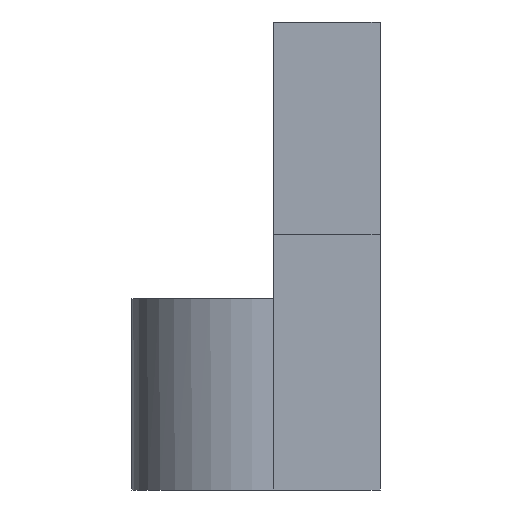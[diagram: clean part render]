
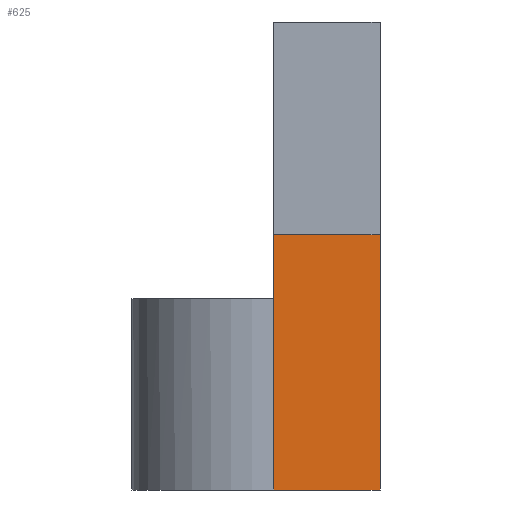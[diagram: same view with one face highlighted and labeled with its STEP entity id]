
A CAD part, left-side view. The second image highlights one B-rep face of the part: STEP entity #625.
In plain terms, the highlighted planar face has unit normal (-1, 0, 0).
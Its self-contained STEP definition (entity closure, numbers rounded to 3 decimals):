
#27=PLANE('',#677);
#57=FACE_OUTER_BOUND('',#93,.T.);
#93=EDGE_LOOP('',(#465,#466,#467,#468));
#133=LINE('',#905,#207);
#137=LINE('',#913,#211);
#148=LINE('',#935,#222);
#149=LINE('',#936,#223);
#207=VECTOR('',#735,10.);
#211=VECTOR('',#741,10.);
#222=VECTOR('',#754,10.);
#223=VECTOR('',#755,10.);
#297=VERTEX_POINT('',#903);
#298=VERTEX_POINT('',#904);
#301=VERTEX_POINT('',#912);
#311=VERTEX_POINT('',#934);
#357=EDGE_CURVE('',#297,#298,#133,.T.);
#361=EDGE_CURVE('',#301,#297,#137,.T.);
#372=EDGE_CURVE('',#311,#298,#148,.T.);
#373=EDGE_CURVE('',#301,#311,#149,.T.);
#465=ORIENTED_EDGE('',*,*,#357,.T.);
#466=ORIENTED_EDGE('',*,*,#372,.F.);
#467=ORIENTED_EDGE('',*,*,#373,.F.);
#468=ORIENTED_EDGE('',*,*,#361,.T.);
#625=ADVANCED_FACE('',(#57),#27,.F.);
#677=AXIS2_PLACEMENT_3D('',#933,#752,#753);
#735=DIRECTION('',(0.,1.,0.));
#741=DIRECTION('',(0.,0.,1.));
#752=DIRECTION('center_axis',(1.,0.,0.));
#753=DIRECTION('ref_axis',(0.,1.,0.));
#754=DIRECTION('',(0.,0.,1.));
#755=DIRECTION('',(0.,1.,0.));
#903=CARTESIAN_POINT('',(-50.896,0.02,12.));
#904=CARTESIAN_POINT('',(-50.896,5.02,12.));
#905=CARTESIAN_POINT('',(-50.896,1.27,12.));
#912=CARTESIAN_POINT('',(-50.896,0.02,0.));
#913=CARTESIAN_POINT('',(-50.896,0.02,0.));
#933=CARTESIAN_POINT('Origin',(-50.896,0.02,0.));
#934=CARTESIAN_POINT('',(-50.896,5.02,0.));
#935=CARTESIAN_POINT('',(-50.896,5.02,0.));
#936=CARTESIAN_POINT('',(-50.896,0.02,0.));
